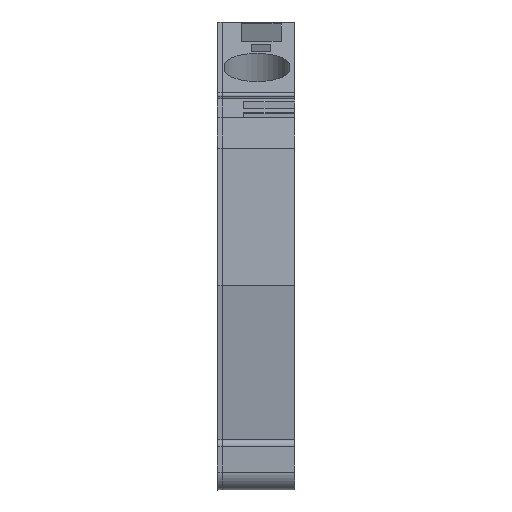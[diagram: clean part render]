
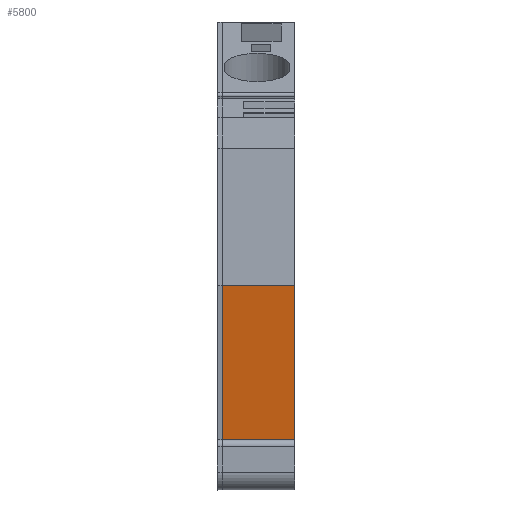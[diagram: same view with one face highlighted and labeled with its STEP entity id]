
A CAD part, front view. The second image highlights one B-rep face of the part: STEP entity #5800.
In plain terms, the highlighted planar face has unit normal (0, -0.985, -0.174).
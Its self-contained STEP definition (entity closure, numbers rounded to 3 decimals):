
#5779=AXIS2_PLACEMENT_3D('Plane Axis2P3D',#5776,#5777,#5778) ;
#2534=CARTESIAN_POINT('Vertex',(1.,3.061,4.123)) ;
#2550=CARTESIAN_POINT('Vertex',(8.1,3.061,4.123)) ;
#2553=CARTESIAN_POINT('Line Origine',(4.55,3.061,4.123)) ;
#3240=CARTESIAN_POINT('Vertex',(8.1,0.,21.482)) ;
#3243=CARTESIAN_POINT('Line Origine',(8.1,1.53,12.803)) ;
#5761=CARTESIAN_POINT('Vertex',(0.5,0.,21.482)) ;
#5764=CARTESIAN_POINT('Line Origine',(4.3,0.,21.482)) ;
#5776=CARTESIAN_POINT('Axis2P3D Location',(0.,0.,21.482)) ;
#5781=CARTESIAN_POINT('Line Origine',(0.5,1.53,12.803)) ;
#5785=CARTESIAN_POINT('Vertex',(0.5,3.061,4.123)) ;
#5788=CARTESIAN_POINT('Line Origine',(0.75,3.061,4.123)) ;
#2554=DIRECTION('Vector Direction',(-1.,0.,0.)) ;
#3244=DIRECTION('Vector Direction',(0.,0.174,-0.985)) ;
#5765=DIRECTION('Vector Direction',(-1.,0.,0.)) ;
#5777=DIRECTION('Axis2P3D Direction',(0.,0.985,0.174)) ;
#5778=DIRECTION('Axis2P3D XDirection',(0.,0.174,-0.985)) ;
#5782=DIRECTION('Vector Direction',(0.,0.174,-0.985)) ;
#5789=DIRECTION('Vector Direction',(-1.,0.,0.)) ;
#2555=VECTOR('Line Direction',#2554,1.) ;
#3245=VECTOR('Line Direction',#3244,1.) ;
#5766=VECTOR('Line Direction',#5765,1.) ;
#5783=VECTOR('Line Direction',#5782,1.) ;
#5790=VECTOR('Line Direction',#5789,1.) ;
#5794=ORIENTED_EDGE('',*,*,#5787,.T.) ;
#5795=ORIENTED_EDGE('',*,*,#5792,.F.) ;
#5796=ORIENTED_EDGE('',*,*,#2557,.F.) ;
#5797=ORIENTED_EDGE('',*,*,#3247,.T.) ;
#5798=ORIENTED_EDGE('',*,*,#5768,.T.) ;
#5800=ADVANCED_FACE('KLTR ZPE6-2/2AN.1\\Hauptkoerper',(#5799),#5780,.F.) ;
#2557=EDGE_CURVE('',#2551,#2535,#2556,.T.) ;
#3247=EDGE_CURVE('',#2551,#3241,#3246,.F.) ;
#5768=EDGE_CURVE('',#3241,#5762,#5767,.T.) ;
#5787=EDGE_CURVE('',#5762,#5786,#5784,.T.) ;
#5792=EDGE_CURVE('',#2535,#5786,#5791,.T.) ;
#5793=EDGE_LOOP('',(#5794,#5795,#5796,#5797,#5798)) ;
#5799=FACE_OUTER_BOUND('',#5793,.T.) ;
#2556=LINE('Line',#2553,#2555) ;
#3246=LINE('Line',#3243,#3245) ;
#5767=LINE('Line',#5764,#5766) ;
#5784=LINE('Line',#5781,#5783) ;
#5791=LINE('Line',#5788,#5790) ;
#5780=PLANE('',#5779) ;
#2535=VERTEX_POINT('',#2534) ;
#2551=VERTEX_POINT('',#2550) ;
#3241=VERTEX_POINT('',#3240) ;
#5762=VERTEX_POINT('',#5761) ;
#5786=VERTEX_POINT('',#5785) ;
